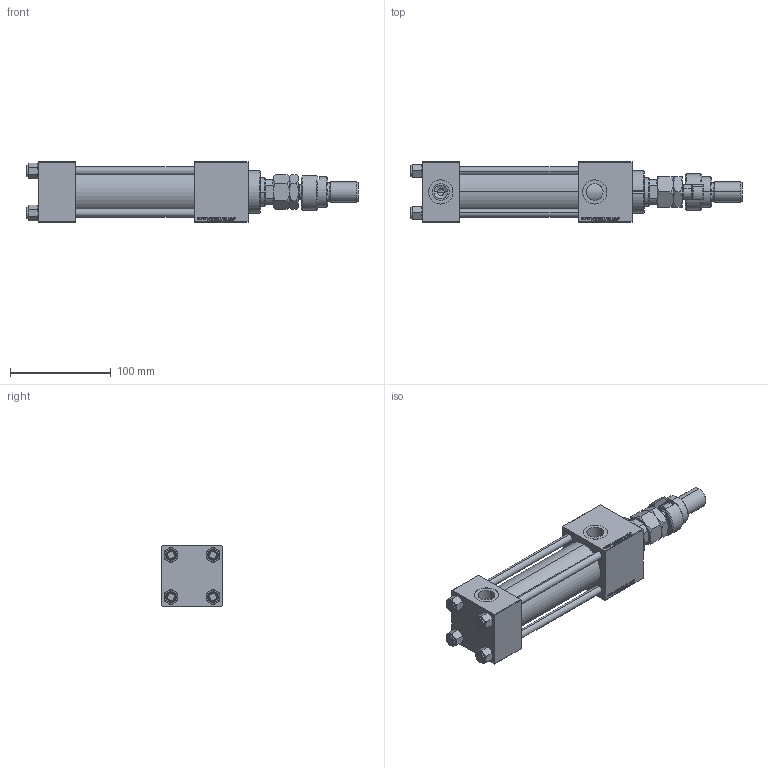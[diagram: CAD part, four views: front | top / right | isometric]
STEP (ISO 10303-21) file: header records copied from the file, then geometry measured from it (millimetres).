
FILE_DESCRIPTION (( 'STEP AP203' ), '1' );
FILE_NAME ('e0ae.STEP', '2022-04-16T13:14:04', ( '' ), ( '' ), 'SwSTEP 2.0', 'SolidWorks 2019', '' );
FILE_SCHEMA (( 'CONFIG_CONTROL_DESIGN' ));
Length unit declared in the file: millimetre
Products named in the file (9): FEMALE_PART_FOR_DFA 05f84a9972b91249c94b60f7df1409f1; V215_VC_A 05f84a9972b91249c94b60f7df1409f1; NUT_M5_C 05f84a9972b91249c94b60f7df1409f1; V215CR_VCP_C 05f84a9972b91249c94b60f7df1409f1; V215CR_C_Body 05f84a9972b91249c94b60f7df1409f1; e0ae; MFA 05f84a9972b91249c94b60f7df1409f1; V215CR_C_TYCINKA 05f84a9972b91249c94b60f7df1409f1; DFA 05f84a9972b91249c94b60f7df1409f1
Assembly tree (14 placements, depth 3):
  e0ae
    V215CR_C_Body 05f84a9972b91249c94b60f7df1409f1
    V215CR_VCP_C 05f84a9972b91249c94b60f7df1409f1
    NUT_M5_C 05f84a9972b91249c94b60f7df1409f1  x4
    V215CR_C_TYCINKA 05f84a9972b91249c94b60f7df1409f1  x4
    V215_VC_A 05f84a9972b91249c94b60f7df1409f1
    DFA 05f84a9972b91249c94b60f7df1409f1
      FEMALE_PART_FOR_DFA 05f84a9972b91249c94b60f7df1409f1
      MFA 05f84a9972b91249c94b60f7df1409f1
Bounding box: 329 x 60 x 60 mm (x, y, z)
Volume: 546305 mm3; surface area: 152319.4 mm2
Topology: 13 solids, 13 shells, 1239 faces, 3079 edges, 1985 vertices
Faces by surface type: plane 556, bspline 392, cone 176, cylinder 103, torus 12
Entity records: 53290 total; most frequent: CARTESIAN_POINT 27906, ORIENTED_EDGE 5650, DIRECTION 3717, EDGE_CURVE 2825, VERTEX_POINT 1841, LINE 1653, VECTOR 1653, EDGE_LOOP 1250
